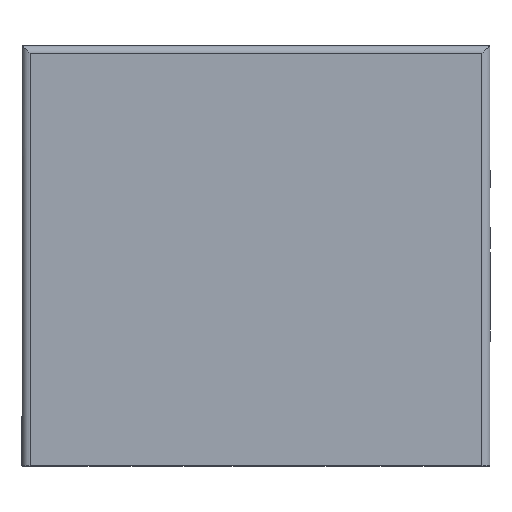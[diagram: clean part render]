
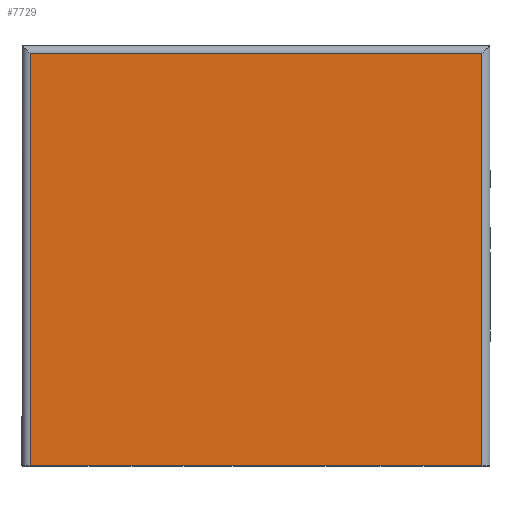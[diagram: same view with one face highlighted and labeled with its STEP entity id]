
A CAD part, top view. The second image highlights one B-rep face of the part: STEP entity #7729.
In plain terms, the highlighted planar face has unit normal (0, 0, 1).
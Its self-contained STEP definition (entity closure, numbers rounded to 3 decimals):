
#151=LINE('',#11044,#1137);
#287=LINE('',#11345,#1273);
#290=LINE('',#11353,#1276);
#478=LINE('',#11705,#1464);
#1137=VECTOR('',#8978,1000.);
#1273=VECTOR('',#9224,1000.);
#1276=VECTOR('',#9231,1000.);
#1464=VECTOR('',#9547,1000.);
#2910=ORIENTED_EDGE('',*,*,#4629,.T.);
#2911=ORIENTED_EDGE('',*,*,#4477,.T.);
#2912=ORIENTED_EDGE('',*,*,#4625,.F.);
#2913=ORIENTED_EDGE('',*,*,#4818,.F.);
#4477=EDGE_CURVE('',#5563,#5565,#151,.T.);
#4625=EDGE_CURVE('',#5676,#5565,#287,.T.);
#4629=EDGE_CURVE('',#5679,#5563,#290,.T.);
#4818=EDGE_CURVE('',#5679,#5676,#478,.T.);
#5563=VERTEX_POINT('',#11039);
#5565=VERTEX_POINT('',#11043);
#5676=VERTEX_POINT('',#11346);
#5679=VERTEX_POINT('',#11354);
#6520=EDGE_LOOP('',(#2910,#2911,#2912,#2913));
#6982=FACE_BOUND('',#6520,.T.);
#7356=PLANE('',#8297);
#7729=ADVANCED_FACE('',(#6982),#7356,.T.);
#8297=AXIS2_PLACEMENT_3D('',#11709,#9550,#9551);
#8978=DIRECTION('',(0.,1.,0.));
#9224=DIRECTION('',(1.,0.,0.));
#9231=DIRECTION('',(1.,0.,0.));
#9547=DIRECTION('',(0.,1.,0.));
#9550=DIRECTION('',(0.,0.,1.));
#9551=DIRECTION('',(-1.,0.,0.));
#11039=CARTESIAN_POINT('',(12.882,-1.691,14.41));
#11043=CARTESIAN_POINT('',(12.882,12.289,14.408));
#11044=CARTESIAN_POINT('',(12.882,-1.941,14.411));
#11345=CARTESIAN_POINT('',(0.132,12.289,14.408));
#11346=CARTESIAN_POINT('',(0.132,12.289,14.408));
#11353=CARTESIAN_POINT('',(13.132,-1.691,14.41));
#11354=CARTESIAN_POINT('',(0.132,-1.691,14.41));
#11705=CARTESIAN_POINT('',(0.132,-1.941,14.411));
#11709=CARTESIAN_POINT('',(0.132,-1.941,14.411));
